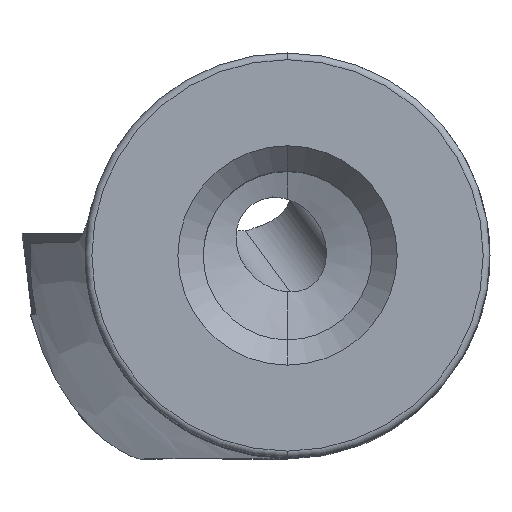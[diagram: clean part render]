
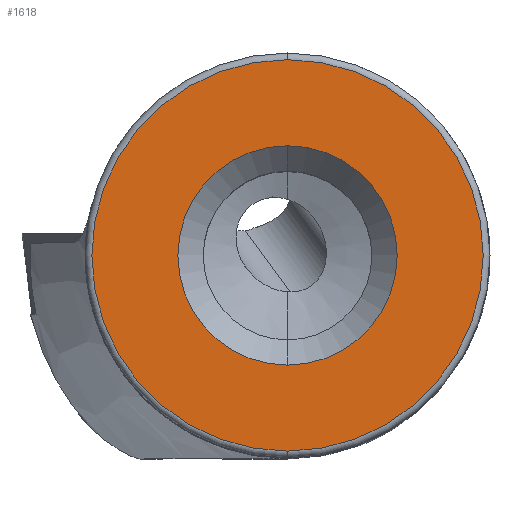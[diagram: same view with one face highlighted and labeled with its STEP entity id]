
A CAD part, top view. The second image highlights one B-rep face of the part: STEP entity #1618.
In plain terms, the highlighted planar face has unit normal (0, 0, 1).
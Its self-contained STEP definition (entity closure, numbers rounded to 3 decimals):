
#910=EDGE_CURVE('NONE',#1522,#1754,#2177,.T.);
#1090=EDGE_CURVE('NONE',#1236,#1726,#2375,.T.);
#1142=EDGE_CURVE('NONE',#1726,#1236,#2434,.F.);
#1236=VERTEX_POINT('NONE',#2531);
#1238=EDGE_CURVE('NONE',#1754,#1522,#2533,.T.);
#1522=VERTEX_POINT('NONE',#2846);
#1618=ADVANCED_FACE('NONE',(#2954,#2955),#2956,.T.);
#1726=VERTEX_POINT('NONE',#3071);
#1754=VERTEX_POINT('NONE',#3103);
#2177=CIRCLE('',#3865,5.8);
#2375=CIRCLE('',#4240,3.25);
#2434=CIRCLE('',#4352,3.25);
#2531=CARTESIAN_POINT('',(0.,-3.25,0.));
#2533=CIRCLE('',#4516,5.8);
#2846=CARTESIAN_POINT('',(0.,-5.8,0.));
#2954=FACE_OUTER_BOUND('',#5240,.T.);
#2955=FACE_BOUND('',#5241,.T.);
#2956=PLANE('',#5242);
#3071=CARTESIAN_POINT('',(0.,3.25,0.));
#3103=CARTESIAN_POINT('',(0.,5.8,0.));
#3865=AXIS2_PLACEMENT_3D('',#6735,#6736,#6737);
#4240=AXIS2_PLACEMENT_3D('',#6985,#6986,#6987);
#4352=AXIS2_PLACEMENT_3D('',#7069,#7070,#7071);
#4516=AXIS2_PLACEMENT_3D('',#7151,#7152,#7153);
#5240=EDGE_LOOP('',(#7625,#7626));
#5241=EDGE_LOOP('',(#7627,#7628));
#5242=AXIS2_PLACEMENT_3D('',#7629,#7630,#7631);
#6735=CARTESIAN_POINT('',(0.0,0.0,0.0));
#6736=DIRECTION('',(0.,0.,1.0));
#6737=DIRECTION('',(0.0,1.0,0.));
#6985=CARTESIAN_POINT('',(0.0,0.0,0.0));
#6986=DIRECTION('',(0.,0.,-1.0));
#6987=DIRECTION('',(0.,-1.0,0.));
#7069=CARTESIAN_POINT('',(0.0,0.0,0.0));
#7070=DIRECTION('',(0.,0.,1.0));
#7071=DIRECTION('',(0.,-1.0,0.));
#7151=CARTESIAN_POINT('',(0.0,0.0,0.0));
#7152=DIRECTION('',(0.,0.,1.0));
#7153=DIRECTION('',(0.0,1.0,0.));
#7625=ORIENTED_EDGE('',*,*,#910,.T.);
#7626=ORIENTED_EDGE('',*,*,#1238,.T.);
#7627=ORIENTED_EDGE('',*,*,#1090,.T.);
#7628=ORIENTED_EDGE('',*,*,#1142,.T.);
#7629=CARTESIAN_POINT('',(0.0,0.0,0.0));
#7630=DIRECTION('',(0.,0.,1.0));
#7631=DIRECTION('',(0.,-1.0,0.));
